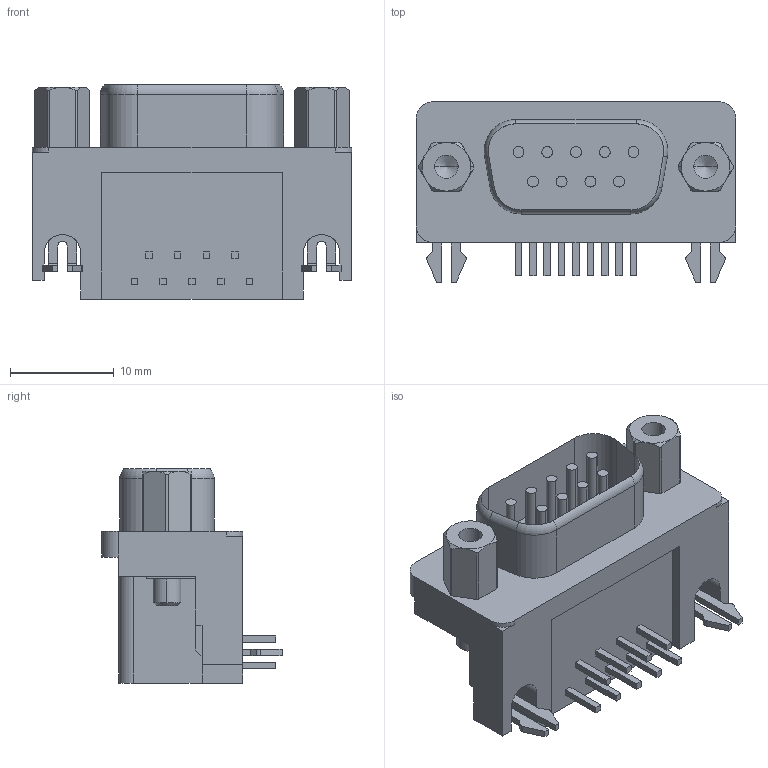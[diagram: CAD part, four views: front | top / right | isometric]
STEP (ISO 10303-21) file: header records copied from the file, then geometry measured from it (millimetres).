
FILE_DESCRIPTION((''),'2;1');
FILE_NAME('C-2301843-2','2024-03-18T04:46:19',('workeradm'),('TE Connectivity Ltd.'),'CREO PARAMETRIC BY PTC INC, 2021072','CREO PARAMETRIC BY PTC INC, 2021072','');
FILE_SCHEMA(('AUTOMOTIVE_DESIGN { 1 0 10303 214 1 1 1 1 }'));
Length unit declared in the file: millimetre
Products named in the file (1): C-2301843-2
Bounding box: 30.81 x 17.38 x 20.65 mm (x, y, z)
Volume: 4471.3 mm3; surface area: 3301.3 mm2
Topology: 1 solids, 1 shells, 251 faces, 638 edges, 410 vertices
Faces by surface type: plane 153, cylinder 72, cone 22, torus 4
Entity records: 7716 total; most frequent: CARTESIAN_POINT 1393, DIRECTION 1280, ORIENTED_EDGE 1268, EDGE_CURVE 634, VECTOR 442, LINE 442, AXIS2_PLACEMENT_3D 419, VERTEX_POINT 410
